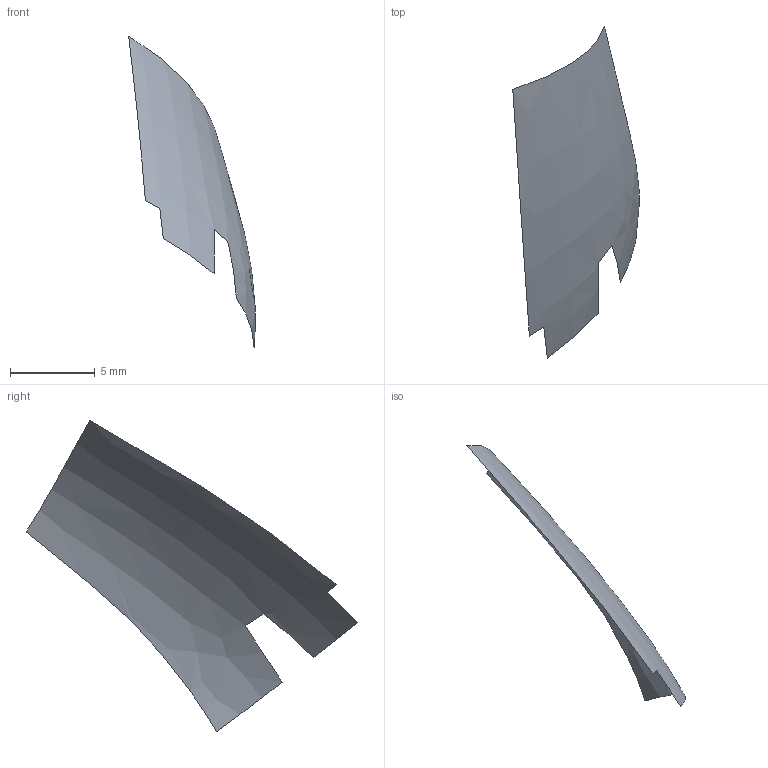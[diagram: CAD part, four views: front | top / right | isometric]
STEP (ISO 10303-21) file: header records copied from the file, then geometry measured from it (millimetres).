
FILE_DESCRIPTION(('CoCreate Modeling STEP Export'),'2;1');
FILE_NAME('trimmed_sf.step','2008-07-04T 8:35:42',(''),(''),'CoCreate Modeling STEP processor for AP214 (Solid Model)','CoCreate Modeling 17.00P0623 23-Jun-2008 (C) Parametric Technology GmbH','');
FILE_SCHEMA(('AUTOMOTIVE_DESIGN { 1 0 10303 214 1 1 1 1 }'));
Length unit declared in the file: millimetre
Products named in the file (1): p1.1
Bounding box: 7.47 x 19.6 x 18.41 mm (x, y, z)
Surface area: 199.4 mm2 (no closed solid volume)
Topology: 0 solids, 1 shells, 1 faces, 11 edges, 11 vertices
Faces by surface type: bspline 1
Entity records: 411 total; most frequent: CARTESIAN_POINT 300, DIRECTION 16, VERTEX_POINT 11, EDGE_CURVE 11, ORIENTED_EDGE 11, B_SPLINE_CURVE_WITH_KNOTS 10, AXIS2_PLACEMENT_3D 8, SURFACE_CURVE 7
